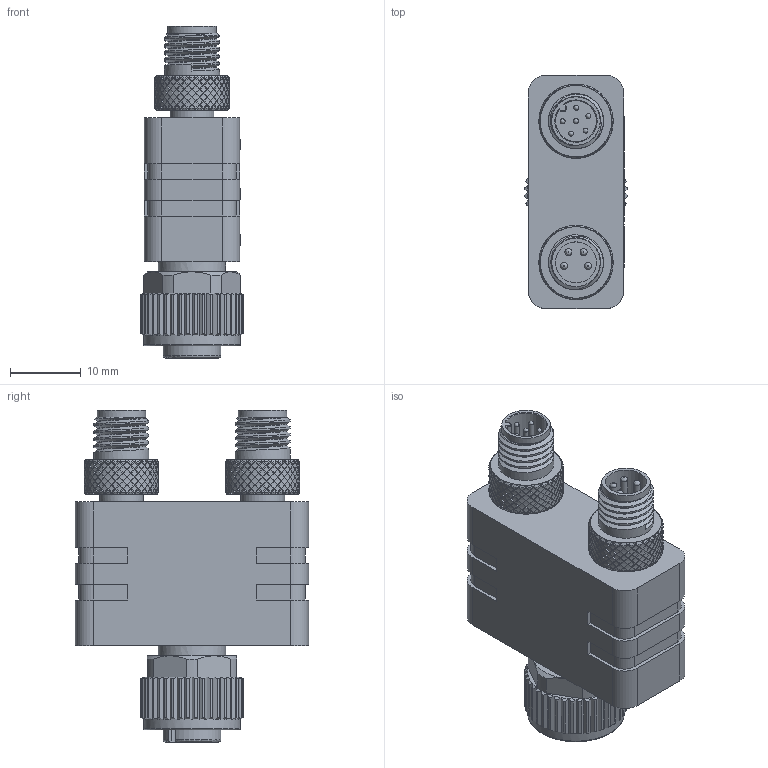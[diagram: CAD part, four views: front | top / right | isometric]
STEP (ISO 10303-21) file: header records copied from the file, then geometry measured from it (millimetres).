
FILE_DESCRIPTION(/* description */ (''),/* implementation_level */ '2;1');
FILE_NAME(/* name */ '6ET2740-0AA01-0AA0_3d.stp',/* time_stamp */ '2025-04-14T09:38:43+02:00',/* author */ (''),/* organization */ (''),/* preprocessor_version */ 'ST-DEVELOPER v18.102',/* originating_system */ 'SIEMENS PLM Software NX 2023',/* authorisation */ '');
FILE_SCHEMA (('AUTOMOTIVE_DESIGN { 1 0 10303 214 3 1 1 1 }'));
Products named in the file (3): A5E54521611A_RS-AA_001_2-Labeling; A5E54521610A_RS-AA_001_2-Box; A5E54521608A_RS-AA_001_2-CAx_6ET27400AA010AA0
Assembly tree (2 placements, depth 2):
  A5E54521608A_RS-AA_001_2-CAx_6ET27400AA010AA0
    A5E54521610A_RS-AA_001_2-Box
    A5E54521611A_RS-AA_001_2-Labeling
Bounding box: 14.48 x 33 x 47 mm (x, y, z)
Volume: 11197.4 mm3; surface area: 6978.2 mm2
Topology: 26 solids, 28 shells, 3986 faces, 9833 edges, 6336 vertices
Faces by surface type: bspline 2396, cylinder 756, plane 435, cone 350, extrusion 41, sphere 6, torus 2
Full cylindrical faces by diameter (mm): 0.7 x6, 1 x12, 5.8 x1, 6.2 x2, 6.35 x2, 6.375 x1, 6.4 x2, 6.85 x2, 7.8 x9, 8.2 x1, 8.8 x2, 9 x2, 9.5 x1, 10.1 x2, 10.7 x1, 10.925 x1, 11.2 x7, 12.3 x1, 13.7 x1
Entity records: 238060 total; most frequent: CARTESIAN_POINT 140487, ORIENTED_EDGE 19244, EDGE_CURVE 9622, B_SPLINE_CURVE_WITH_KNOTS 7530, DIRECTION 6259, VERTEX_POINT 6244, EDGE_LOOP 4534, ADVANCED_FACE 3970
